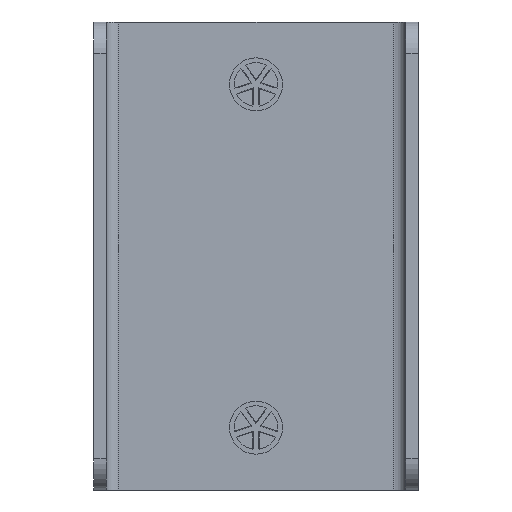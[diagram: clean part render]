
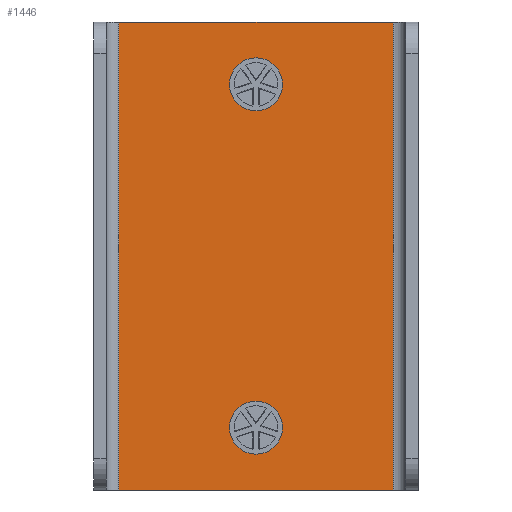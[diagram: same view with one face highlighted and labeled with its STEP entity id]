
A CAD part, front view. The second image highlights one B-rep face of the part: STEP entity #1446.
In plain terms, the highlighted planar face has unit normal (0, -1, 0).
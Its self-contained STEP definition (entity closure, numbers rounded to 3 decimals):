
#38 = CARTESIAN_POINT ( 'NONE',  ( 0., 0., 27.5 ) ) ;
#166 = VECTOR ( 'NONE', #373, 1000. ) ;
#177 = DIRECTION ( 'NONE',  ( 0., 0., 1. ) ) ;
#195 = FACE_OUTER_BOUND ( 'NONE', #237, .T. ) ;
#198 = AXIS2_PLACEMENT_3D ( 'NONE', #38, #1176, #720 ) ;
#237 = EDGE_LOOP ( 'NONE', ( #632, #1340, #1436, #2007 ) ) ;
#258 = ORIENTED_EDGE ( 'NONE', *, *, #1667, .T. ) ;
#269 = EDGE_CURVE ( 'NONE', #1856, #2053, #1017, .T. ) ;
#282 = EDGE_CURVE ( 'NONE', #1732, #1834, #1385, .T. ) ;
#317 = DIRECTION ( 'NONE',  ( 0., 0., -1. ) ) ;
#343 = CARTESIAN_POINT ( 'NONE',  ( 0., 0., 27.5 ) ) ;
#371 = CARTESIAN_POINT ( 'NONE',  ( -24., 0., 37.5 ) ) ;
#373 = DIRECTION ( 'NONE',  ( 0., 0., -1. ) ) ;
#435 = ORIENTED_EDGE ( 'NONE', *, *, #269, .T. ) ;
#471 = FACE_BOUND ( 'NONE', #1309, .T. ) ;
#487 = EDGE_CURVE ( 'NONE', #1722, #856, #1040, .T. ) ;
#499 = CARTESIAN_POINT ( 'NONE',  ( 22., 0., 37.5 ) ) ;
#526 = DIRECTION ( 'NONE',  ( 0., 0., 1. ) ) ;
#613 = LINE ( 'NONE', #1041, #1478 ) ;
#616 = LINE ( 'NONE', #499, #166 ) ;
#632 = ORIENTED_EDGE ( 'NONE', *, *, #282, .T. ) ;
#649 = DIRECTION ( 'NONE',  ( 0., 1., 0. ) ) ;
#679 = AXIS2_PLACEMENT_3D ( 'NONE', #1220, #649, #727 ) ;
#720 = DIRECTION ( 'NONE',  ( 0., 0., 1. ) ) ;
#727 = DIRECTION ( 'NONE',  ( 0., 0., 1. ) ) ;
#793 = VERTEX_POINT ( 'NONE', #1553 ) ;
#801 = CARTESIAN_POINT ( 'NONE',  ( 0., 0., -24.4 ) ) ;
#814 = CARTESIAN_POINT ( 'NONE',  ( 0., 0., 24.4 ) ) ;
#848 = DIRECTION ( 'NONE',  ( 0., 1., 0. ) ) ;
#856 = VERTEX_POINT ( 'NONE', #801 ) ;
#897 = AXIS2_PLACEMENT_3D ( 'NONE', #371, #1161, #526 ) ;
#909 = EDGE_CURVE ( 'NONE', #1516, #1834, #616, .T. ) ;
#917 = VECTOR ( 'NONE', #317, 1000. ) ;
#964 = FACE_BOUND ( 'NONE', #999, .T. ) ;
#968 = VECTOR ( 'NONE', #1157, 1000. ) ;
#999 = EDGE_LOOP ( 'NONE', ( #1464, #435 ) ) ;
#1012 = CARTESIAN_POINT ( 'NONE',  ( -24., 0., -37.5 ) ) ;
#1017 = CIRCLE ( 'NONE', #198, 3.1 ) ;
#1040 = CIRCLE ( 'NONE', #2031, 3.1 ) ;
#1041 = CARTESIAN_POINT ( 'NONE',  ( -24., 0., 37.5 ) ) ;
#1055 = CARTESIAN_POINT ( 'NONE',  ( 0., 0., 30.6 ) ) ;
#1089 = CARTESIAN_POINT ( 'NONE',  ( 0., 0., -30.6 ) ) ;
#1155 = CARTESIAN_POINT ( 'NONE',  ( 0., 0., -27.5 ) ) ;
#1157 = DIRECTION ( 'NONE',  ( 1., 0., 0. ) ) ;
#1161 = DIRECTION ( 'NONE',  ( 0., 1., 0. ) ) ;
#1176 = DIRECTION ( 'NONE',  ( 0., 1., 0. ) ) ;
#1178 = CARTESIAN_POINT ( 'NONE',  ( 22., 0., 37.5 ) ) ;
#1220 = CARTESIAN_POINT ( 'NONE',  ( 0., 0., -27.5 ) ) ;
#1240 = CARTESIAN_POINT ( 'NONE',  ( -22., 0., -37.5 ) ) ;
#1309 = EDGE_LOOP ( 'NONE', ( #258, #1806 ) ) ;
#1340 = ORIENTED_EDGE ( 'NONE', *, *, #909, .F. ) ;
#1345 = DIRECTION ( 'NONE',  ( 1., 0., 0. ) ) ;
#1381 = EDGE_CURVE ( 'NONE', #793, #1732, #1383, .T. ) ;
#1383 = LINE ( 'NONE', #1457, #917 ) ;
#1385 = LINE ( 'NONE', #1012, #968 ) ;
#1436 = ORIENTED_EDGE ( 'NONE', *, *, #1586, .F. ) ;
#1446 = ADVANCED_FACE ( 'NONE', ( #964, #471, #195 ), #2075, .F. ) ;
#1457 = CARTESIAN_POINT ( 'NONE',  ( -22., 0., 37.5 ) ) ;
#1461 = DIRECTION ( 'NONE',  ( 0., 1., 0. ) ) ;
#1464 = ORIENTED_EDGE ( 'NONE', *, *, #1780, .T. ) ;
#1478 = VECTOR ( 'NONE', #1345, 1000. ) ;
#1516 = VERTEX_POINT ( 'NONE', #1178 ) ;
#1553 = CARTESIAN_POINT ( 'NONE',  ( -22., 0., 37.5 ) ) ;
#1571 = CIRCLE ( 'NONE', #679, 3.1 ) ;
#1586 = EDGE_CURVE ( 'NONE', #793, #1516, #613, .T. ) ;
#1620 = CIRCLE ( 'NONE', #1709, 3.1 ) ;
#1667 = EDGE_CURVE ( 'NONE', #856, #1722, #1571, .T. ) ;
#1709 = AXIS2_PLACEMENT_3D ( 'NONE', #343, #1461, #1916 ) ;
#1722 = VERTEX_POINT ( 'NONE', #1089 ) ;
#1732 = VERTEX_POINT ( 'NONE', #1240 ) ;
#1780 = EDGE_CURVE ( 'NONE', #2053, #1856, #1620, .T. ) ;
#1806 = ORIENTED_EDGE ( 'NONE', *, *, #487, .T. ) ;
#1834 = VERTEX_POINT ( 'NONE', #1931 ) ;
#1856 = VERTEX_POINT ( 'NONE', #814 ) ;
#1916 = DIRECTION ( 'NONE',  ( 0., 0., 1. ) ) ;
#1931 = CARTESIAN_POINT ( 'NONE',  ( 22., 0., -37.5 ) ) ;
#2007 = ORIENTED_EDGE ( 'NONE', *, *, #1381, .T. ) ;
#2031 = AXIS2_PLACEMENT_3D ( 'NONE', #1155, #848, #177 ) ;
#2053 = VERTEX_POINT ( 'NONE', #1055 ) ;
#2075 = PLANE ( 'NONE',  #897 ) ;
